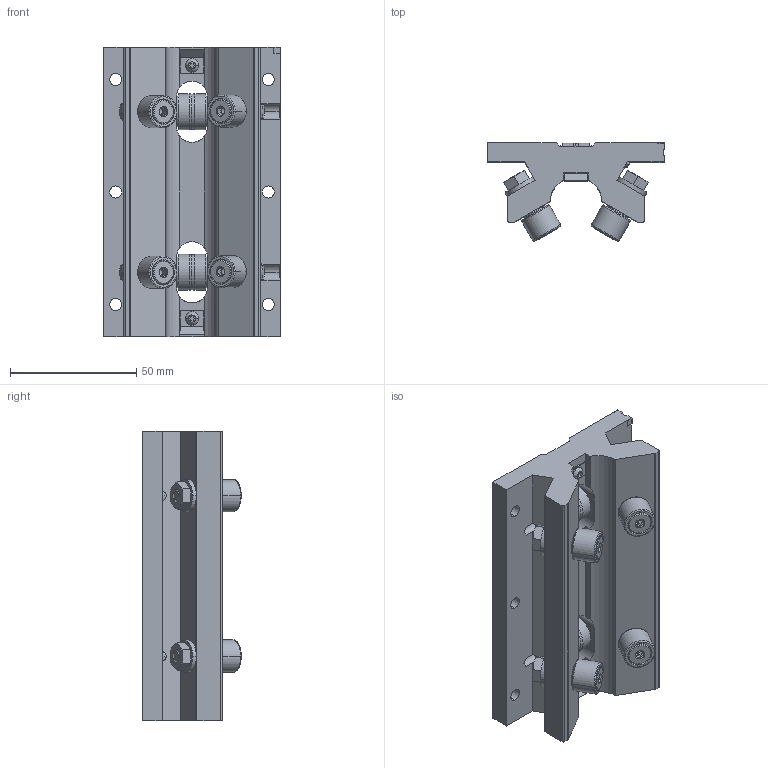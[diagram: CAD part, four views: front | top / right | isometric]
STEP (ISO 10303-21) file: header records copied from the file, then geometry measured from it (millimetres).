
FILE_DESCRIPTION (( 'STEP AP214' ), '1' );
FILE_NAME ('RollerBearing_1FB05DDE4F.step', '2023-01-09T17:34:36', ( '' ), ( '' ), 'SwSTEP 2.0', 'SolidWorks 2019', '' );
FILE_SCHEMA (( 'AUTOMOTIVE_DESIGN' ));
Length unit declared in the file: inch
Products named in the file (3): 6cYHQlfzpy_CADModel_0; RollerBearing_1FB05DDE4F
Assembly tree (1 placements, depth 2):
  RollerBearing_1FB05DDE4F
    6cYHQlfzpy_CADModel_0
  6cYHQlfzpy_CADModel_0
Bounding box: 69.85 x 38.9 x 114.3 mm (x, y, z)
Volume: 133998.7 mm3; surface area: 43618.2 mm2
Topology: 23 solids, 23 shells, 640 faces, 1552 edges, 976 vertices
Faces by surface type: plane 274, cylinder 198, cone 132, bspline 16, sphere 12, torus 8
Entity records: 28575 total; most frequent: CARTESIAN_POINT 4733, DIRECTION 3278, ORIENTED_EDGE 3064, EDGE_CURVE 1532, AXIS2_PLACEMENT_3D 1265, VERTEX_POINT 976, VECTOR 748, LINE 748
